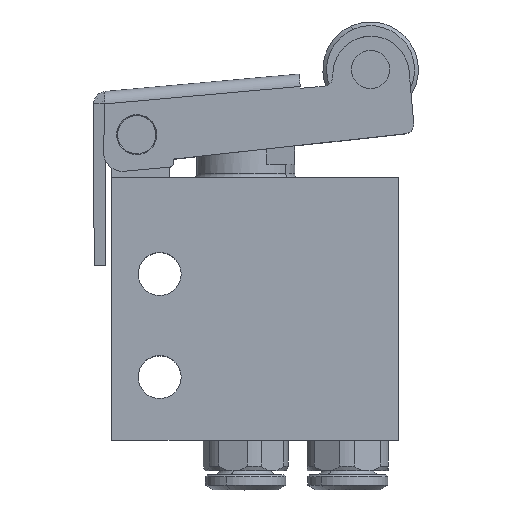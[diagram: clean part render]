
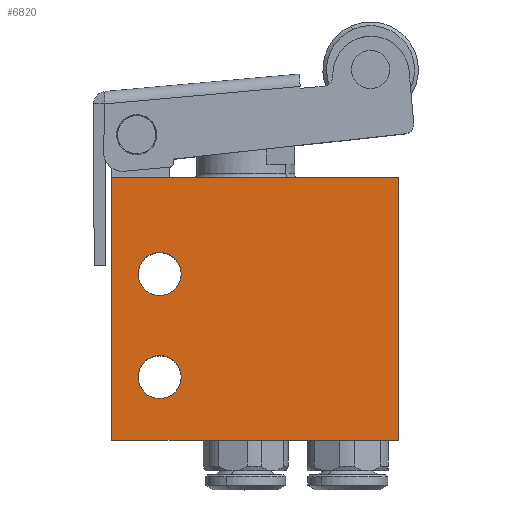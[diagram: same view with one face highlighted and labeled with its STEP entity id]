
A CAD part, top view. The second image highlights one B-rep face of the part: STEP entity #6820.
In plain terms, the highlighted planar face has unit normal (0, 0, 1).
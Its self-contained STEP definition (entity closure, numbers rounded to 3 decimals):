
#170 = CARTESIAN_POINT ( 'NONE',  ( 5., 17.4, 15. ) ) ;
#176 = VERTEX_POINT ( 'NONE', #4638 ) ;
#219 = LINE ( 'NONE', #1186, #7138 ) ;
#256 = LINE ( 'NONE', #6369, #3671 ) ;
#924 = CARTESIAN_POINT ( 'NONE',  ( 2.75, 17.4, 15. ) ) ;
#968 = LINE ( 'NONE', #3757, #2173 ) ;
#1050 = EDGE_LOOP ( 'NONE', ( #5700, #9348 ) ) ;
#1070 = DIRECTION ( 'NONE',  ( 1., 0., 0. ) ) ;
#1072 = DIRECTION ( 'NONE',  ( 0., 0., 1. ) ) ;
#1100 = CIRCLE ( 'NONE', #9598, 2.25 ) ;
#1122 = CIRCLE ( 'NONE', #6106, 2.25 ) ;
#1138 = CARTESIAN_POINT ( 'NONE',  ( 5., 6.6, 15. ) ) ;
#1148 = ORIENTED_EDGE ( 'NONE', *, *, #9524, .T. ) ;
#1186 = CARTESIAN_POINT ( 'NONE',  ( 30., 0., 15. ) ) ;
#1200 = ORIENTED_EDGE ( 'NONE', *, *, #1636, .F. ) ;
#1230 = EDGE_LOOP ( 'NONE', ( #1200, #9713 ) ) ;
#1514 = CARTESIAN_POINT ( 'NONE',  ( 30., 0., 15. ) ) ;
#1636 = EDGE_CURVE ( 'NONE', #4510, #5171, #9621, .T. ) ;
#1755 = CARTESIAN_POINT ( 'NONE',  ( 7.25, 17.4, 15. ) ) ;
#1823 = CARTESIAN_POINT ( 'NONE',  ( 30., 27.5, 15. ) ) ;
#1964 = FACE_OUTER_BOUND ( 'NONE', #9191, .T. ) ;
#2164 = DIRECTION ( 'NONE',  ( 1., 0., 0. ) ) ;
#2173 = VECTOR ( 'NONE', #7624, 1000. ) ;
#2257 = CARTESIAN_POINT ( 'NONE',  ( 0., 34.5, 15. ) ) ;
#2628 = ORIENTED_EDGE ( 'NONE', *, *, #3799, .F. ) ;
#3539 = EDGE_CURVE ( 'NONE', #5171, #4510, #1122, .T. ) ;
#3671 = VECTOR ( 'NONE', #7947, 1000. ) ;
#3700 = CARTESIAN_POINT ( 'NONE',  ( 5., 6.6, 15. ) ) ;
#3702 = DIRECTION ( 'NONE',  ( 1., 0., 0. ) ) ;
#3739 = DIRECTION ( 'NONE',  ( 0., 0., 1. ) ) ;
#3748 = PLANE ( 'NONE',  #5367 ) ;
#3757 = CARTESIAN_POINT ( 'NONE',  ( 0., 0., 15. ) ) ;
#3799 = EDGE_CURVE ( 'NONE', #8163, #9529, #256, .T. ) ;
#3802 = CIRCLE ( 'NONE', #4201, 2.25 ) ;
#4111 = CARTESIAN_POINT ( 'NONE',  ( 0., 0., 15. ) ) ;
#4201 = AXIS2_PLACEMENT_3D ( 'NONE', #170, #1072, #8700 ) ;
#4510 = VERTEX_POINT ( 'NONE', #4727 ) ;
#4638 = CARTESIAN_POINT ( 'NONE',  ( 0., 0., 15. ) ) ;
#4727 = CARTESIAN_POINT ( 'NONE',  ( 7.25, 6.6, 15. ) ) ;
#4957 = AXIS2_PLACEMENT_3D ( 'NONE', #1138, #7244, #6538 ) ;
#5119 = FACE_BOUND ( 'NONE', #1230, .T. ) ;
#5129 = LINE ( 'NONE', #4111, #6346 ) ;
#5171 = VERTEX_POINT ( 'NONE', #8775 ) ;
#5293 = CARTESIAN_POINT ( 'NONE',  ( 5., 17.4, 15. ) ) ;
#5367 = AXIS2_PLACEMENT_3D ( 'NONE', #2257, #6012, #7616 ) ;
#5571 = CARTESIAN_POINT ( 'NONE',  ( 0., 27.5, 15. ) ) ;
#5700 = ORIENTED_EDGE ( 'NONE', *, *, #8090, .F. ) ;
#5786 = ORIENTED_EDGE ( 'NONE', *, *, #6568, .T. ) ;
#6012 = DIRECTION ( 'NONE',  ( 0., 0., -1. ) ) ;
#6106 = AXIS2_PLACEMENT_3D ( 'NONE', #3700, #9150, #2164 ) ;
#6131 = VERTEX_POINT ( 'NONE', #924 ) ;
#6346 = VECTOR ( 'NONE', #1070, 1000. ) ;
#6369 = CARTESIAN_POINT ( 'NONE',  ( 30., 27.5, 15. ) ) ;
#6538 = DIRECTION ( 'NONE',  ( 1., 0., 0. ) ) ;
#6568 = EDGE_CURVE ( 'NONE', #176, #8541, #5129, .T. ) ;
#6820 = ADVANCED_FACE ( 'NONE', ( #7162, #5119, #1964 ), #3748, .F. ) ;
#7133 = VERTEX_POINT ( 'NONE', #1755 ) ;
#7138 = VECTOR ( 'NONE', #7353, 1000. ) ;
#7162 = FACE_BOUND ( 'NONE', #1050, .T. ) ;
#7244 = DIRECTION ( 'NONE',  ( 0., 0., 1. ) ) ;
#7353 = DIRECTION ( 'NONE',  ( 0., 1., 0. ) ) ;
#7616 = DIRECTION ( 'NONE',  ( -1., 0., 0. ) ) ;
#7624 = DIRECTION ( 'NONE',  ( 0., -1., 0. ) ) ;
#7947 = DIRECTION ( 'NONE',  ( 1., 0., 0. ) ) ;
#8090 = EDGE_CURVE ( 'NONE', #7133, #6131, #3802, .T. ) ;
#8163 = VERTEX_POINT ( 'NONE', #5571 ) ;
#8541 = VERTEX_POINT ( 'NONE', #1514 ) ;
#8700 = DIRECTION ( 'NONE',  ( 1., 0., 0. ) ) ;
#8775 = CARTESIAN_POINT ( 'NONE',  ( 2.75, 6.6, 15. ) ) ;
#9122 = EDGE_CURVE ( 'NONE', #6131, #7133, #1100, .T. ) ;
#9150 = DIRECTION ( 'NONE',  ( 0., 0., 1. ) ) ;
#9191 = EDGE_LOOP ( 'NONE', ( #2628, #9901, #5786, #1148 ) ) ;
#9348 = ORIENTED_EDGE ( 'NONE', *, *, #9122, .F. ) ;
#9524 = EDGE_CURVE ( 'NONE', #8541, #9529, #219, .T. ) ;
#9529 = VERTEX_POINT ( 'NONE', #1823 ) ;
#9598 = AXIS2_PLACEMENT_3D ( 'NONE', #5293, #3739, #3702 ) ;
#9621 = CIRCLE ( 'NONE', #4957, 2.25 ) ;
#9713 = ORIENTED_EDGE ( 'NONE', *, *, #3539, .F. ) ;
#9732 = EDGE_CURVE ( 'NONE', #8163, #176, #968, .T. ) ;
#9901 = ORIENTED_EDGE ( 'NONE', *, *, #9732, .T. ) ;
